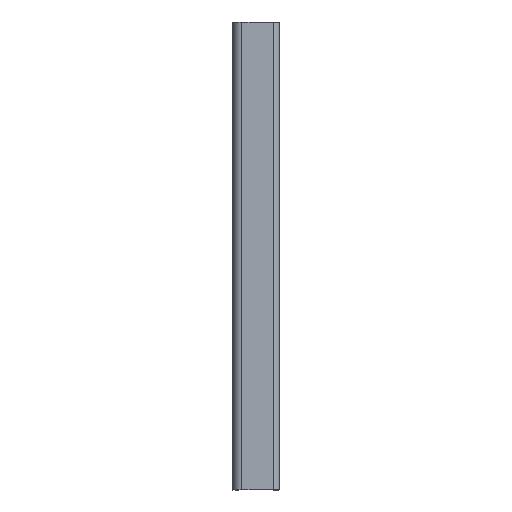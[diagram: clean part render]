
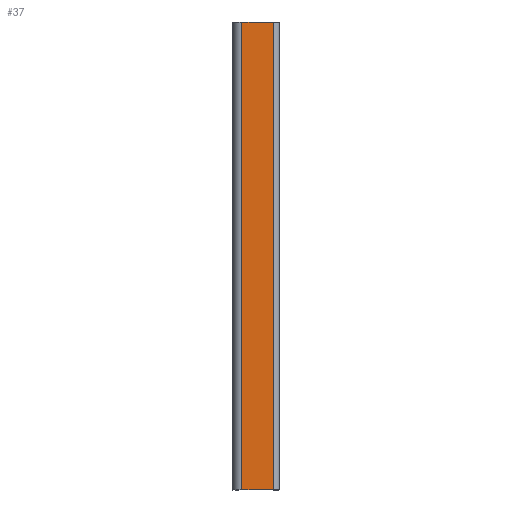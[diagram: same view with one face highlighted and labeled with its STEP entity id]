
A CAD part, left-side view. The second image highlights one B-rep face of the part: STEP entity #37.
In plain terms, the highlighted free-form (B-spline) face has degree [2, 1] with [3, 2] control points.
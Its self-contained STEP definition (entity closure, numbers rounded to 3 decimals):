
#37=ADVANCED_FACE('',(#99),#1089,.T.);
#99=FACE_OUTER_BOUND('',#167,.T.);
#167=EDGE_LOOP('',(#301,#302,#303,#304));
#301=ORIENTED_EDGE('',*,*,#616,.T.);
#302=ORIENTED_EDGE('',*,*,#617,.T.);
#303=ORIENTED_EDGE('',*,*,#618,.F.);
#304=ORIENTED_EDGE('',*,*,#614,.F.);
#614=EDGE_CURVE('',#965,#966,#833,.T.);
#616=EDGE_CURVE('',#965,#967,#835,.T.);
#617=EDGE_CURVE('',#967,#968,#836,.T.);
#618=EDGE_CURVE('',#966,#968,#837,.T.);
#833=(
BOUNDED_CURVE()
B_SPLINE_CURVE(1,(#1968,#1969),.UNSPECIFIED.,.F.,.F.)
B_SPLINE_CURVE_WITH_KNOTS((2,2),(0.,300.),.UNSPECIFIED.)
CURVE()
GEOMETRIC_REPRESENTATION_ITEM()
RATIONAL_B_SPLINE_CURVE((1.,1.))
REPRESENTATION_ITEM('')
);
#835=(
BOUNDED_CURVE()
B_SPLINE_CURVE(2,(#1973,#1974,#1975),.UNSPECIFIED.,.F.,.F.)
B_SPLINE_CURVE_WITH_KNOTS((3,3),(-269.305,-249.305),
 .UNSPECIFIED.)
CURVE()
GEOMETRIC_REPRESENTATION_ITEM()
RATIONAL_B_SPLINE_CURVE((1.,1.,1.))
REPRESENTATION_ITEM('')
);
#836=(
BOUNDED_CURVE()
B_SPLINE_CURVE(1,(#1976,#1977),.UNSPECIFIED.,.F.,.F.)
B_SPLINE_CURVE_WITH_KNOTS((2,2),(0.,300.),.UNSPECIFIED.)
CURVE()
GEOMETRIC_REPRESENTATION_ITEM()
RATIONAL_B_SPLINE_CURVE((1.,1.))
REPRESENTATION_ITEM('')
);
#837=(
BOUNDED_CURVE()
B_SPLINE_CURVE(2,(#1978,#1979,#1980),.UNSPECIFIED.,.F.,.F.)
B_SPLINE_CURVE_WITH_KNOTS((3,3),(-269.305,-249.305),
 .UNSPECIFIED.)
CURVE()
GEOMETRIC_REPRESENTATION_ITEM()
RATIONAL_B_SPLINE_CURVE((1.,1.,1.))
REPRESENTATION_ITEM('')
);
#965=VERTEX_POINT('',#1791);
#966=VERTEX_POINT('',#1792);
#967=VERTEX_POINT('',#1793);
#968=VERTEX_POINT('',#1794);
#1089=(
BOUNDED_SURFACE()
B_SPLINE_SURFACE(2,1,((#1241,#1242),(#1243,#1244),(#1245,#1246)),
 .UNSPECIFIED.,.F.,.F.,.F.)
B_SPLINE_SURFACE_WITH_KNOTS((3,3),(2,2),(-269.305,-249.305),
(0.,300.),.UNSPECIFIED.)
GEOMETRIC_REPRESENTATION_ITEM()
RATIONAL_B_SPLINE_SURFACE(((1.,1.),(1.,1.),(1.,1.)))
REPRESENTATION_ITEM('')
SURFACE()
);
#1241=CARTESIAN_POINT('',(-25.,10.,-150.));
#1242=CARTESIAN_POINT('',(-25.,10.,150.));
#1243=CARTESIAN_POINT('',(-25.,0.,-150.));
#1244=CARTESIAN_POINT('',(-25.,0.,150.));
#1245=CARTESIAN_POINT('',(-25.,-10.,-150.));
#1246=CARTESIAN_POINT('',(-25.,-10.,150.));
#1791=CARTESIAN_POINT('',(-25.,10.,-150.));
#1792=CARTESIAN_POINT('',(-25.,10.,150.));
#1793=CARTESIAN_POINT('',(-25.,-10.,-150.));
#1794=CARTESIAN_POINT('',(-25.,-10.,150.));
#1968=CARTESIAN_POINT('',(-25.,10.,-150.));
#1969=CARTESIAN_POINT('',(-25.,10.,150.));
#1973=CARTESIAN_POINT('',(-25.,10.,-150.));
#1974=CARTESIAN_POINT('',(-25.,0.,-150.));
#1975=CARTESIAN_POINT('',(-25.,-10.,-150.));
#1976=CARTESIAN_POINT('',(-25.,-10.,-150.));
#1977=CARTESIAN_POINT('',(-25.,-10.,150.));
#1978=CARTESIAN_POINT('',(-25.,10.,150.));
#1979=CARTESIAN_POINT('',(-25.,0.,150.));
#1980=CARTESIAN_POINT('',(-25.,-10.,150.));
